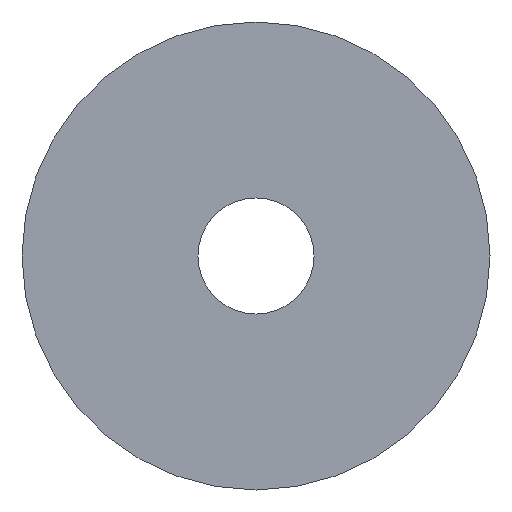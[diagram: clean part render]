
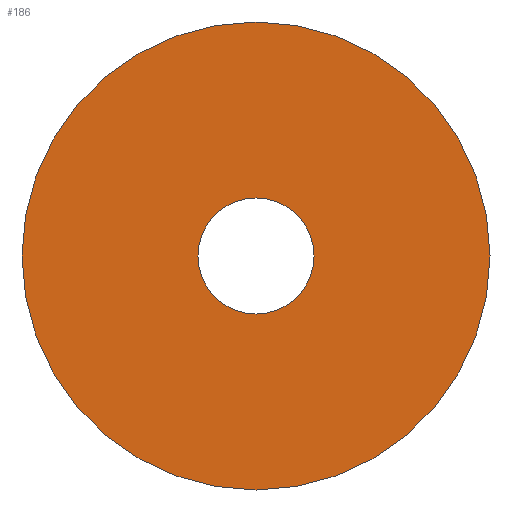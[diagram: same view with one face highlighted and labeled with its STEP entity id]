
A CAD part, front view. The second image highlights one B-rep face of the part: STEP entity #186.
In plain terms, the highlighted planar face has unit normal (0, -1, 0).
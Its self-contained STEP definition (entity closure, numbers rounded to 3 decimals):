
#3 = EDGE_CURVE ( 'NONE', #179, #184, #14, .T. ) ;
#4 = VERTEX_POINT ( 'NONE', #39 ) ;
#5 = VERTEX_POINT ( 'NONE', #143 ) ;
#13 = CARTESIAN_POINT ( 'NONE',  ( 0., -0.45, 0. ) ) ;
#14 = CIRCLE ( 'NONE', #233, 12.5 ) ;
#15 = DIRECTION ( 'NONE',  ( 0., 1., 0. ) ) ;
#23 = ORIENTED_EDGE ( 'NONE', *, *, #3, .F. ) ;
#25 = EDGE_LOOP ( 'NONE', ( #23, #142 ) ) ;
#27 = AXIS2_PLACEMENT_3D ( 'NONE', #13, #114, #87 ) ;
#38 = DIRECTION ( 'NONE',  ( 0., 0., 1. ) ) ;
#39 = CARTESIAN_POINT ( 'NONE',  ( 0., -0.45, -3.1 ) ) ;
#41 = CIRCLE ( 'NONE', #27, 3.1 ) ;
#42 = ORIENTED_EDGE ( 'NONE', *, *, #153, .T. ) ;
#48 = FACE_OUTER_BOUND ( 'NONE', #25, .T. ) ;
#64 = DIRECTION ( 'NONE',  ( 0., 0., 1. ) ) ;
#72 = EDGE_CURVE ( 'NONE', #5, #4, #177, .T. ) ;
#87 = DIRECTION ( 'NONE',  ( 0., 0., 1. ) ) ;
#88 = DIRECTION ( 'NONE',  ( 0., 1., 0. ) ) ;
#91 = AXIS2_PLACEMENT_3D ( 'NONE', #147, #15, #211 ) ;
#100 = CIRCLE ( 'NONE', #132, 12.5 ) ;
#114 = DIRECTION ( 'NONE',  ( 0., 1., 0. ) ) ;
#129 = PLANE ( 'NONE',  #91 ) ;
#132 = AXIS2_PLACEMENT_3D ( 'NONE', #206, #189, #64 ) ;
#141 = CARTESIAN_POINT ( 'NONE',  ( 0., -0.45, 0. ) ) ;
#142 = ORIENTED_EDGE ( 'NONE', *, *, #240, .F. ) ;
#143 = CARTESIAN_POINT ( 'NONE',  ( 0., -0.45, 3.1 ) ) ;
#147 = CARTESIAN_POINT ( 'NONE',  ( 0., -0.45, 0. ) ) ;
#153 = EDGE_CURVE ( 'NONE', #4, #5, #41, .T. ) ;
#168 = CARTESIAN_POINT ( 'NONE',  ( 0., -0.45, 0. ) ) ;
#170 = CARTESIAN_POINT ( 'NONE',  ( 0., -0.45, 12.5 ) ) ;
#177 = CIRCLE ( 'NONE', #197, 3.1 ) ;
#179 = VERTEX_POINT ( 'NONE', #188 ) ;
#184 = VERTEX_POINT ( 'NONE', #170 ) ;
#186 = ADVANCED_FACE ( 'NONE', ( #192, #48 ), #129, .F. ) ;
#188 = CARTESIAN_POINT ( 'NONE',  ( 0., -0.45, -12.5 ) ) ;
#189 = DIRECTION ( 'NONE',  ( 0., 1., 0. ) ) ;
#192 = FACE_BOUND ( 'NONE', #201, .T. ) ;
#197 = AXIS2_PLACEMENT_3D ( 'NONE', #168, #88, #223 ) ;
#201 = EDGE_LOOP ( 'NONE', ( #235, #42 ) ) ;
#206 = CARTESIAN_POINT ( 'NONE',  ( 0., -0.45, 0. ) ) ;
#211 = DIRECTION ( 'NONE',  ( 0., 0., 1. ) ) ;
#218 = DIRECTION ( 'NONE',  ( 0., 1., 0. ) ) ;
#223 = DIRECTION ( 'NONE',  ( 0., 0., 1. ) ) ;
#233 = AXIS2_PLACEMENT_3D ( 'NONE', #141, #218, #38 ) ;
#235 = ORIENTED_EDGE ( 'NONE', *, *, #72, .T. ) ;
#240 = EDGE_CURVE ( 'NONE', #184, #179, #100, .T. ) ;
